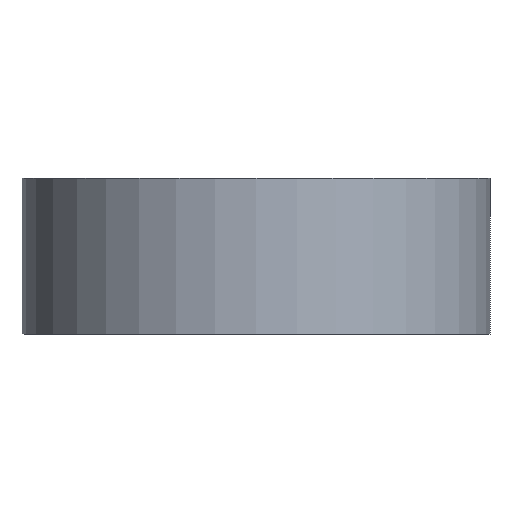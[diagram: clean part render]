
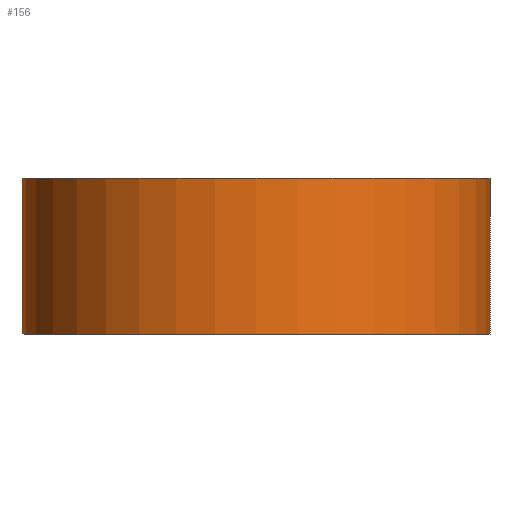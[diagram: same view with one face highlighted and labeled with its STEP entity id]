
A CAD part, front view. The second image highlights one B-rep face of the part: STEP entity #156.
In plain terms, the highlighted cylindrical face has radius 30 mm (diameter 60 mm), a full revolution.
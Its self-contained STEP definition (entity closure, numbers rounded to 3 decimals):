
#28=FACE_OUTER_BOUND('',#37,.T.);
#37=EDGE_LOOP('',(#132,#133,#134,#135,#136,#137,#138,#139,#140,#141));
#47=LINE('',#259,#59);
#49=LINE('',#265,#61);
#50=LINE('',#272,#62);
#51=LINE('',#273,#63);
#59=VECTOR('',#213,10.);
#61=VECTOR('',#221,10.);
#62=VECTOR('',#230,30.);
#63=VECTOR('',#231,30.);
#68=CIRCLE('',#178,30.);
#69=CIRCLE('',#181,30.);
#70=CIRCLE('',#184,30.);
#71=CIRCLE('',#186,30.);
#78=VERTEX_POINT('',#251);
#79=VERTEX_POINT('',#253);
#80=VERTEX_POINT('',#257);
#81=VERTEX_POINT('',#261);
#82=VERTEX_POINT('',#267);
#83=VERTEX_POINT('',#270);
#93=EDGE_CURVE('',#79,#78,#68,.T.);
#96=EDGE_CURVE('',#78,#80,#47,.T.);
#98=EDGE_CURVE('',#80,#81,#69,.T.);
#99=EDGE_CURVE('',#81,#79,#49,.T.);
#100=EDGE_CURVE('',#82,#82,#70,.T.);
#101=EDGE_CURVE('',#83,#83,#71,.T.);
#102=EDGE_CURVE('',#83,#81,#50,.T.);
#103=EDGE_CURVE('',#79,#82,#51,.T.);
#132=ORIENTED_EDGE('',*,*,#101,.F.);
#133=ORIENTED_EDGE('',*,*,#102,.T.);
#134=ORIENTED_EDGE('',*,*,#99,.T.);
#135=ORIENTED_EDGE('',*,*,#103,.T.);
#136=ORIENTED_EDGE('',*,*,#100,.T.);
#137=ORIENTED_EDGE('',*,*,#103,.F.);
#138=ORIENTED_EDGE('',*,*,#93,.T.);
#139=ORIENTED_EDGE('',*,*,#96,.T.);
#140=ORIENTED_EDGE('',*,*,#98,.T.);
#141=ORIENTED_EDGE('',*,*,#102,.F.);
#145=CYLINDRICAL_SURFACE('',#185,30.);
#156=ADVANCED_FACE('',(#28),#145,.T.);
#178=AXIS2_PLACEMENT_3D('',#254,#207,#208);
#181=AXIS2_PLACEMENT_3D('',#263,#217,#218);
#184=AXIS2_PLACEMENT_3D('',#268,#224,#225);
#185=AXIS2_PLACEMENT_3D('',#269,#226,#227);
#186=AXIS2_PLACEMENT_3D('',#271,#228,#229);
#207=DIRECTION('center_axis',(0.,0.,-1.));
#208=DIRECTION('ref_axis',(1.,0.,0.));
#213=DIRECTION('',(0.,0.,1.));
#217=DIRECTION('center_axis',(0.,0.,1.));
#218=DIRECTION('ref_axis',(1.,0.,0.));
#221=DIRECTION('',(0.,0.,-1.));
#224=DIRECTION('center_axis',(0.,0.,1.));
#225=DIRECTION('ref_axis',(1.,0.,0.));
#226=DIRECTION('center_axis',(0.,0.,1.));
#227=DIRECTION('ref_axis',(1.,0.,0.));
#228=DIRECTION('center_axis',(0.,0.,1.));
#229=DIRECTION('ref_axis',(1.,0.,0.));
#230=DIRECTION('',(0.,0.,-1.));
#231=DIRECTION('',(0.,0.,-1.));
#251=CARTESIAN_POINT('',(30.,0.,5.));
#253=CARTESIAN_POINT('',(-30.,0.,5.));
#254=CARTESIAN_POINT('Origin',(0.,0.,5.));
#257=CARTESIAN_POINT('',(30.,0.,15.));
#259=CARTESIAN_POINT('',(30.,0.,10.));
#261=CARTESIAN_POINT('',(-30.,0.,15.));
#263=CARTESIAN_POINT('Origin',(0.,0.,15.));
#265=CARTESIAN_POINT('',(-30.,0.,10.));
#267=CARTESIAN_POINT('',(-30.,0.,0.));
#268=CARTESIAN_POINT('Origin',(0.,0.,0.));
#269=CARTESIAN_POINT('Origin',(0.,0.,10.));
#270=CARTESIAN_POINT('',(-30.,0.,20.));
#271=CARTESIAN_POINT('Origin',(0.,0.,20.));
#272=CARTESIAN_POINT('',(-30.,0.,10.));
#273=CARTESIAN_POINT('',(-30.,0.,10.));
